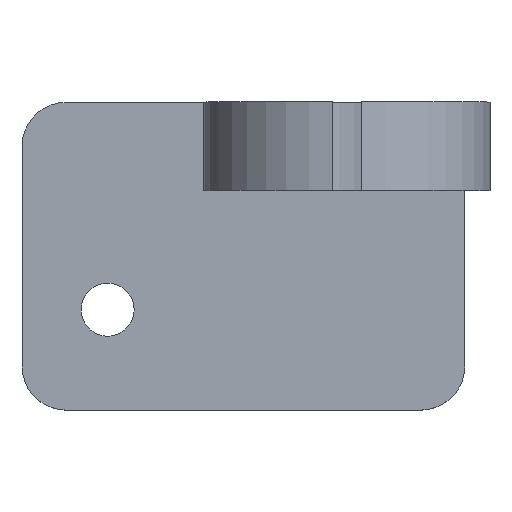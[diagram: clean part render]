
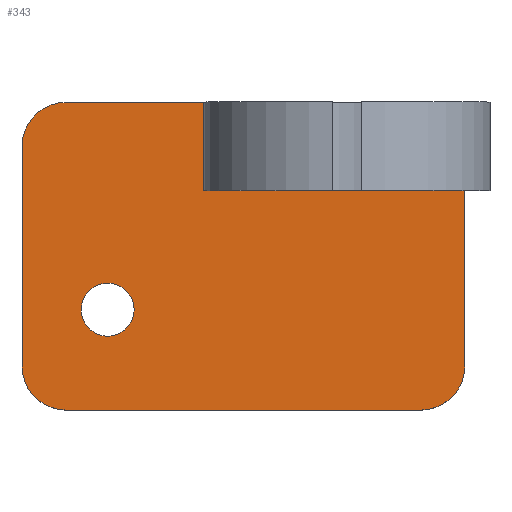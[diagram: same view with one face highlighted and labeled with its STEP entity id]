
A CAD part, top view. The second image highlights one B-rep face of the part: STEP entity #343.
In plain terms, the highlighted planar face has unit normal (0, 0, 1).
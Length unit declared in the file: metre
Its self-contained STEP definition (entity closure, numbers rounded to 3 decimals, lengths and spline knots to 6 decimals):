
#32=CIRCLE('',#386,0.0018);
#33=CIRCLE('',#387,0.001);
#34=CIRCLE('',#388,0.003);
#35=CIRCLE('',#389,0.003);
#36=CIRCLE('',#390,0.003);
#70=ORIENTED_EDGE('',*,*,#166,.T.);
#71=ORIENTED_EDGE('',*,*,#167,.F.);
#72=ORIENTED_EDGE('',*,*,#168,.T.);
#73=ORIENTED_EDGE('',*,*,#142,.F.);
#74=ORIENTED_EDGE('',*,*,#169,.T.);
#75=ORIENTED_EDGE('',*,*,#163,.T.);
#76=ORIENTED_EDGE('',*,*,#170,.T.);
#77=ORIENTED_EDGE('',*,*,#146,.F.);
#78=ORIENTED_EDGE('',*,*,#171,.T.);
#79=ORIENTED_EDGE('',*,*,#172,.T.);
#80=ORIENTED_EDGE('',*,*,#173,.T.);
#81=ORIENTED_EDGE('',*,*,#174,.T.);
#82=ORIENTED_EDGE('',*,*,#175,.T.);
#142=EDGE_CURVE('',#192,#193,#226,.T.);
#146=EDGE_CURVE('',#196,#197,#230,.T.);
#163=EDGE_CURVE('',#211,#210,#238,.T.);
#166=EDGE_CURVE('',#212,#212,#32,.F.);
#167=EDGE_CURVE('',#213,#214,#240,.T.);
#168=EDGE_CURVE('',#213,#193,#33,.T.);
#169=EDGE_CURVE('',#192,#211,#241,.T.);
#170=EDGE_CURVE('',#210,#197,#242,.F.);
#171=EDGE_CURVE('',#196,#215,#34,.T.);
#172=EDGE_CURVE('',#215,#216,#243,.T.);
#173=EDGE_CURVE('',#216,#217,#35,.T.);
#174=EDGE_CURVE('',#217,#218,#244,.T.);
#175=EDGE_CURVE('',#218,#214,#36,.T.);
#192=VERTEX_POINT('',#523);
#193=VERTEX_POINT('',#524);
#196=VERTEX_POINT('',#530);
#197=VERTEX_POINT('',#532);
#210=VERTEX_POINT('',#564);
#211=VERTEX_POINT('',#566);
#212=VERTEX_POINT('',#571);
#213=VERTEX_POINT('',#573);
#214=VERTEX_POINT('',#574);
#215=VERTEX_POINT('',#579);
#216=VERTEX_POINT('',#581);
#217=VERTEX_POINT('',#583);
#218=VERTEX_POINT('',#585);
#226=LINE('',#522,#256);
#230=LINE('',#531,#260);
#238=LINE('',#565,#268);
#240=LINE('',#572,#270);
#241=LINE('',#576,#271);
#242=LINE('',#577,#272);
#243=LINE('',#580,#273);
#244=LINE('',#584,#274);
#256=VECTOR('',#414,1.);
#260=VECTOR('',#418,1.);
#268=VECTOR('',#450,1.);
#270=VECTOR('',#458,1.);
#271=VECTOR('',#461,1.);
#272=VECTOR('',#462,1.);
#273=VECTOR('',#465,1.);
#274=VECTOR('',#468,1.);
#290=EDGE_LOOP('',(#70));
#291=EDGE_LOOP('',(#71,#72,#73,#74,#75,#76,#77,#78,#79,#80,#81,#82));
#312=FACE_BOUND('',#290,.T.);
#313=FACE_BOUND('',#291,.T.);
#332=PLANE('',#385);
#343=ADVANCED_FACE('',(#312,#313),#332,.T.);
#385=AXIS2_PLACEMENT_3D('',#569,#454,#455);
#386=AXIS2_PLACEMENT_3D('',#570,#456,#457);
#387=AXIS2_PLACEMENT_3D('',#575,#459,#460);
#388=AXIS2_PLACEMENT_3D('',#578,#463,#464);
#389=AXIS2_PLACEMENT_3D('',#582,#466,#467);
#390=AXIS2_PLACEMENT_3D('',#586,#469,#470);
#414=DIRECTION('',(1.,0.,0.));
#418=DIRECTION('',(1.,0.,0.));
#450=DIRECTION('',(-1.,0.,0.));
#454=DIRECTION('',(0.,0.,1.));
#455=DIRECTION('',(1.,0.,0.));
#456=DIRECTION('',(0.,0.,1.));
#457=DIRECTION('',(1.,0.,0.));
#458=DIRECTION('',(0.,-1.,0.));
#459=DIRECTION('',(0.,0.,1.));
#460=DIRECTION('',(1.,0.,0.));
#461=DIRECTION('',(0.,-1.,0.));
#462=DIRECTION('',(0.,-1.,0.));
#463=DIRECTION('',(0.,0.,1.));
#464=DIRECTION('',(1.,0.,0.));
#465=DIRECTION('',(0.,-1.,0.));
#466=DIRECTION('',(0.,0.,1.));
#467=DIRECTION('',(1.,0.,0.));
#468=DIRECTION('',(1.,0.,0.));
#469=DIRECTION('',(0.,0.,1.));
#470=DIRECTION('',(1.,0.,0.));
#522=CARTESIAN_POINT('',(0.0092,0.006,0.009));
#523=CARTESIAN_POINT('',(0.023198,0.006,0.009));
#524=CARTESIAN_POINT('',(0.0232,0.006,0.009));
#530=CARTESIAN_POINT('',(-0.0028,0.006,0.009));
#531=CARTESIAN_POINT('',(0.0092,0.006,0.009));
#532=CARTESIAN_POINT('',(0.009202,0.006,0.009));
#564=CARTESIAN_POINT('',(0.009202,0.,0.009));
#565=CARTESIAN_POINT('',(-0.067828,0.,0.009));
#566=CARTESIAN_POINT('',(0.023198,0.,0.009));
#569=CARTESIAN_POINT('',(-0.067828,-0.017675,0.009));
#570=CARTESIAN_POINT('',(0.,-0.00805,0.009));
#571=CARTESIAN_POINT('',(0.0018,-0.00805,0.009));
#572=CARTESIAN_POINT('',(0.0242,-0.004425,0.009));
#573=CARTESIAN_POINT('',(0.0242,0.005,0.009));
#574=CARTESIAN_POINT('',(0.0242,-0.01185,0.009));
#575=CARTESIAN_POINT('',(0.0232,0.005,0.009));
#576=CARTESIAN_POINT('',(0.023198,0.,0.009));
#577=CARTESIAN_POINT('',(0.009202,0.006,0.009));
#578=CARTESIAN_POINT('',(-0.0028,0.003,0.009));
#579=CARTESIAN_POINT('',(-0.0058,0.003,0.009));
#580=CARTESIAN_POINT('',(-0.0058,-0.004425,0.009));
#581=CARTESIAN_POINT('',(-0.0058,-0.01185,0.009));
#582=CARTESIAN_POINT('',(-0.0028,-0.01185,0.009));
#583=CARTESIAN_POINT('',(-0.0028,-0.01485,0.009));
#584=CARTESIAN_POINT('',(0.0092,-0.01485,0.009));
#585=CARTESIAN_POINT('',(0.0212,-0.01485,0.009));
#586=CARTESIAN_POINT('',(0.0212,-0.01185,0.009));
